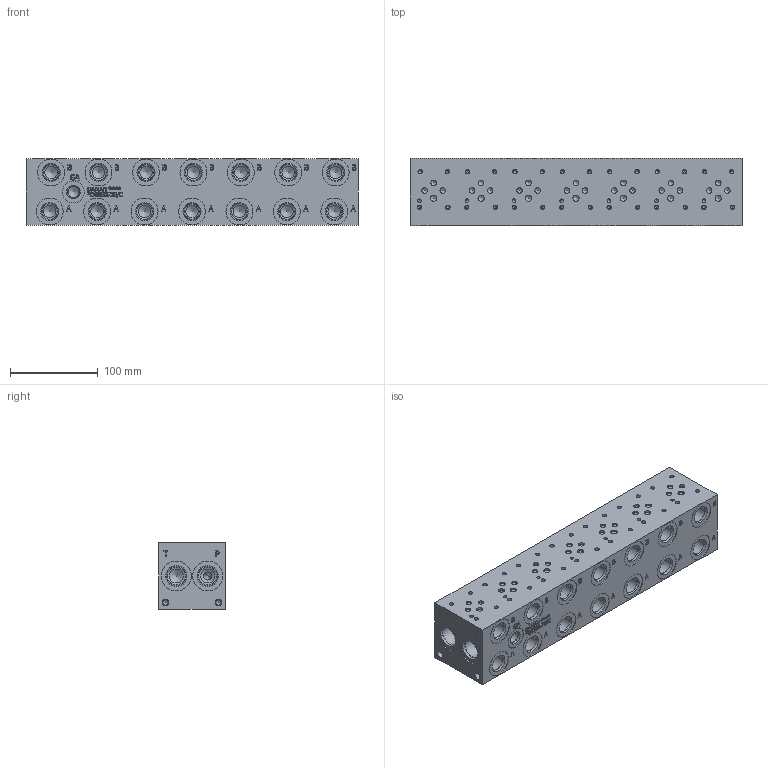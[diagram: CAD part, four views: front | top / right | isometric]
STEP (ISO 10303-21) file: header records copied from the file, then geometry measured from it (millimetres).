
FILE_DESCRIPTION(/* description */ (''),/* implementation_level */ '2;1');
FILE_NAME(/* name */ '_D03S072S_C.stp',/* time_stamp */ '2020-05-14T10:18:02-04:00',/* author */ ('alexanderw'),/* organization */ (''),/* preprocessor_version */ 'ST-DEVELOPER v17',/* originating_system */ 'Autodesk Inventor 2019',/* authorisation */ '');
FILE_SCHEMA (('AUTOMOTIVE_DESIGN { 1 0 10303 214 3 1 1 }'));
Length unit declared in the file: millimetre
Products named in the file (1): Part_AD03S072S~C_3D
Bounding box: 377.82 x 76.2 x 76.2 mm (x, y, z)
Volume: 2030460.9 mm3; surface area: 168151.6 mm2
Topology: 1 solids, 1 shells, 1129 faces, 3089 edges, 2104 vertices
Faces by surface type: plane 529, bspline 246, cylinder 203, cone 151
Full cylindrical faces by diameter (mm): 3.785 x28, 3.962 x7, 4.826 x28, 6.35 x21, 6.528 x4, 7.137 x7, 7.925 x4, 12.294 x1, 12.9 x1, 14.275 x1, 14.29 x1, 14.3 x14, 14.529 x1, 15.875 x4, 15.9 x1, 17.501 x14, 19.05 x14, 19.253 x14, 20.447 x4, 20.62 x1, 22.225 x3, 22.23 x2, 22.54 x1, 22.555 x4, 23.901 x3, 25.019 x1, 30.16 x1, 30.632 x14, 34.138 x4
Entity records: 37658 total; most frequent: CARTESIAN_POINT 9434, ORIENTED_EDGE 6004, DIRECTION 5033, EDGE_CURVE 3002, VERTEX_POINT 2104, LINE 1755, VECTOR 1755, AXIS2_PLACEMENT_3D 1639
